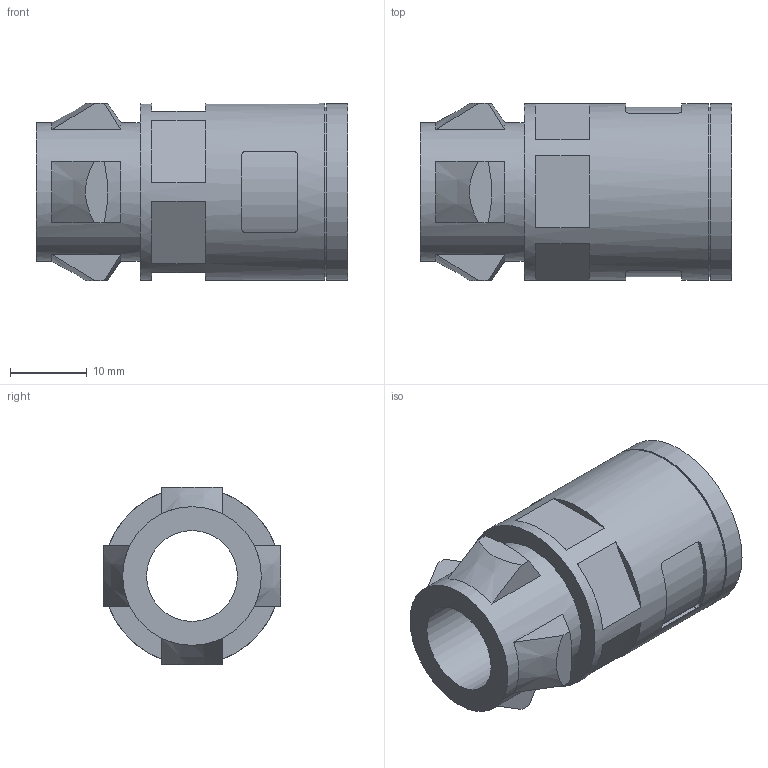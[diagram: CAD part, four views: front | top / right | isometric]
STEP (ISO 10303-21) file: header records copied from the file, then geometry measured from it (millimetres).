
FILE_DESCRIPTION( ( 'STEP AP203' ), '1' );
FILE_NAME( 'FLEXA RQG1-S 5020.382.016.stp', '2020-03-27T09:36:39', ( 'License CC BY-ND 4.0' ), ( 'CADENAS' ), ' ', 'PARTsolutions', ' ' );
FILE_SCHEMA( ( 'CONFIG_CONTROL_DESIGN' ) );
Length unit declared in the file: millimetre
Products named in the file (1): _FLEXA RQG1-S 5020.382.016
Bounding box: 40.5 x 23 x 23 mm (x, y, z)
Volume: 8213.7 mm3; surface area: 5523.3 mm2
Topology: 1 solids, 1 shells, 68 faces, 157 edges, 105 vertices
Faces by surface type: plane 44, cylinder 16, cone 8
Full cylindrical faces by diameter (mm): 11.8 x1, 15.8 x1, 18 x1, 22 x1, 23 x2
Entity records: 2044 total; most frequent: CARTESIAN_POINT 545, ORIENTED_EDGE 288, DIRECTION 282, EDGE_CURVE 144, AXIS2_PLACEMENT_3D 109, VERTEX_POINT 100, EDGE_LOOP 92, FACE_OUTER_BOUND 74
